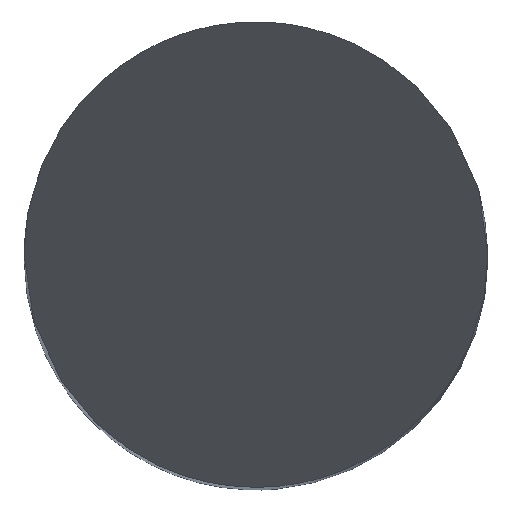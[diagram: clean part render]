
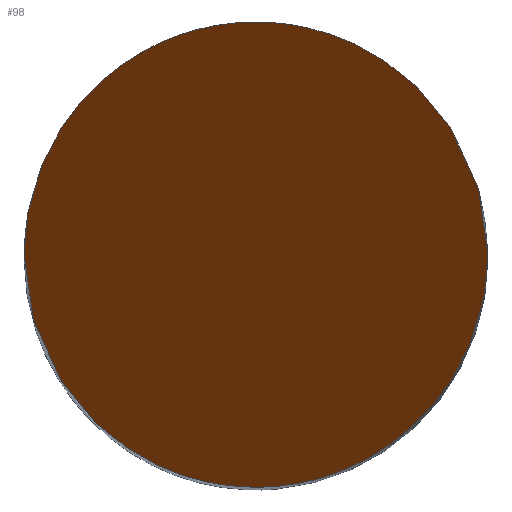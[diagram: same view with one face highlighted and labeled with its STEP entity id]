
A CAD part, top view. The second image highlights one B-rep face of the part: STEP entity #98.
In plain terms, the highlighted planar face has unit normal (0, -0.866, 0.5).
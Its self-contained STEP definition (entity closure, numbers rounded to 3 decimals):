
#67=PLANE('',#730);
#98=ADVANCED_FACE('',(#145),#67,.F.);
#145=FACE_OUTER_BOUND('',#184,.T.);
#184=EDGE_LOOP('',(#339,#340));
#221=(
BOUNDED_CURVE()
B_SPLINE_CURVE(3,(#945,#946,#947,#948),.UNSPECIFIED.,.F.,.F.)
B_SPLINE_CURVE_WITH_KNOTS((4,4),(0.,1.),.UNSPECIFIED.)
CURVE()
GEOMETRIC_REPRESENTATION_ITEM()
RATIONAL_B_SPLINE_CURVE((1.,0.333,0.333,1.))
REPRESENTATION_ITEM('')
);
#222=(
BOUNDED_CURVE()
B_SPLINE_CURVE(3,(#971,#972,#973,#974),.UNSPECIFIED.,.F.,.F.)
B_SPLINE_CURVE_WITH_KNOTS((4,4),(0.,1.),.UNSPECIFIED.)
CURVE()
GEOMETRIC_REPRESENTATION_ITEM()
RATIONAL_B_SPLINE_CURVE((1.,0.333,0.333,1.))
REPRESENTATION_ITEM('')
);
#339=ORIENTED_EDGE('',*,*,#486,.T.);
#340=ORIENTED_EDGE('',*,*,#482,.T.);
#421=VERTEX_POINT('',#943);
#423=VERTEX_POINT('',#949);
#482=EDGE_CURVE('',#423,#421,#221,.T.);
#486=EDGE_CURVE('',#421,#423,#222,.T.);
#730=AXIS2_PLACEMENT_3D('',#1314,#829,#830);
#829=DIRECTION('',(0.,0.866,-0.5));
#830=DIRECTION('',(0.,0.5,0.866));
#943=CARTESIAN_POINT('',(-2.,0.,0.));
#945=CARTESIAN_POINT('',(2.,0.,0.));
#946=CARTESIAN_POINT('',(2.,4.,6.928));
#947=CARTESIAN_POINT('',(-2.,4.,6.928));
#948=CARTESIAN_POINT('',(-2.,0.,0.));
#949=CARTESIAN_POINT('',(2.,0.,0.));
#971=CARTESIAN_POINT('',(-2.,0.,0.));
#972=CARTESIAN_POINT('',(-2.,-4.,-6.928));
#973=CARTESIAN_POINT('',(2.,-4.,-6.928));
#974=CARTESIAN_POINT('',(2.,0.,0.));
#1314=CARTESIAN_POINT('',(2.,3.319,5.748));
